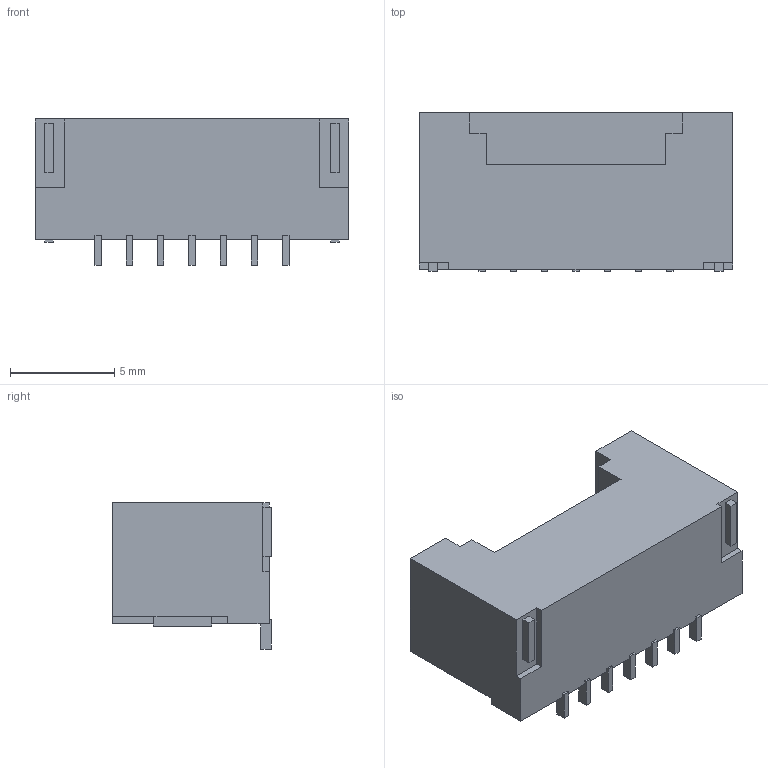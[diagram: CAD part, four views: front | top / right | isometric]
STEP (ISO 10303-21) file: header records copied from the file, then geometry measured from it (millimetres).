
FILE_DESCRIPTION (( 'STEP AP214' ), '1' );
FILE_NAME ('BM07B-ZESS.STEP', '2014-10-21T07:25:14', ( '' ), ( '' ), 'SwSTEP 2.0', 'SolidWorks 2009', '' );
FILE_SCHEMA (( 'AUTOMOTIVE_DESIGN' ));
Length unit declared in the file: millimetre
Products named in the file (1): BM07B-ZESS
Bounding box: 15 x 7.6 x 7 mm (x, y, z)
Volume: 444.8 mm3; surface area: 687.9 mm2
Topology: 1 solids, 1 shells, 97 faces, 270 edges, 180 vertices
Faces by surface type: plane 97
Entity records: 4134 total; most frequent: CARTESIAN_POINT 548, ORIENTED_EDGE 540, DIRECTION 466, EDGE_CURVE 270, VECTOR 270, LINE 270, VERTEX_POINT 180, EDGE_LOOP 102
